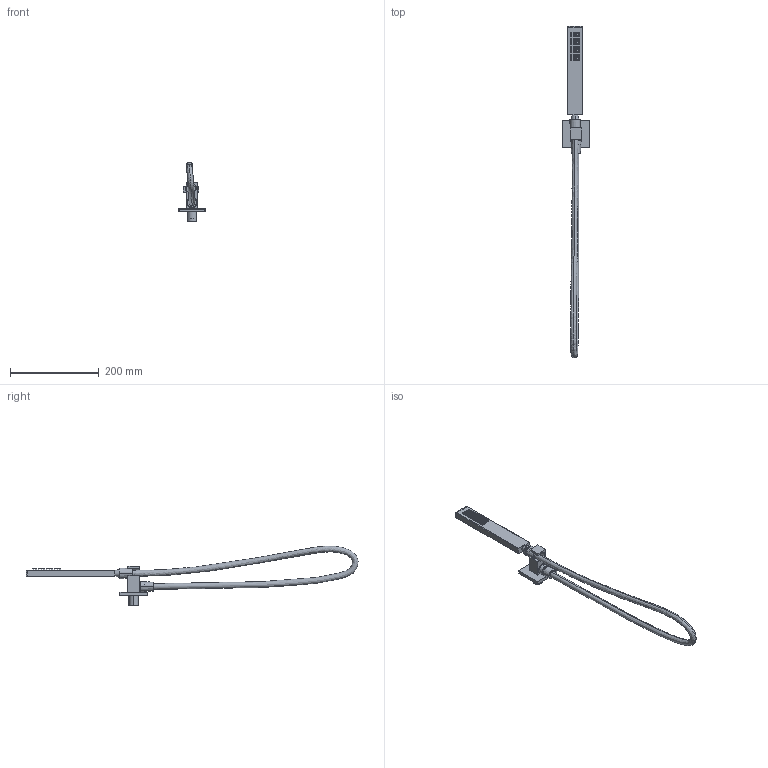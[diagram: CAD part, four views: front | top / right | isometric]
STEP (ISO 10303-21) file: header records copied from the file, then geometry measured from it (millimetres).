
FILE_DESCRIPTION (( 'STEP AP203' ), '1' );
FILE_NAME ('99HP09234.STEP', '2023-12-19T07:27:53', ( '' ), ( '' ), 'SwSTEP 2.0', 'SolidWorks 2021', '' );
FILE_SCHEMA (( 'CONFIG_CONTROL_DESIGN' ));
Length unit declared in the file: millimetre
Products named in the file (1): 99HP09234
Bounding box: 61 x 746.58 x 134.56 mm (x, y, z)
Volume: 297528.1 mm3; surface area: 99932.5 mm2
Topology: 5 solids, 5 shells, 695 faces, 1704 edges, 1129 vertices
Faces by surface type: plane 339, cylinder 321, cone 20, bspline 9, torus 4, sphere 2
Entity records: 23277 total; most frequent: CARTESIAN_POINT 6249, DIRECTION 3687, ORIENTED_EDGE 3404, EDGE_CURVE 1702, AXIS2_PLACEMENT_3D 1356, VERTEX_POINT 1129, VECTOR 975, LINE 975
